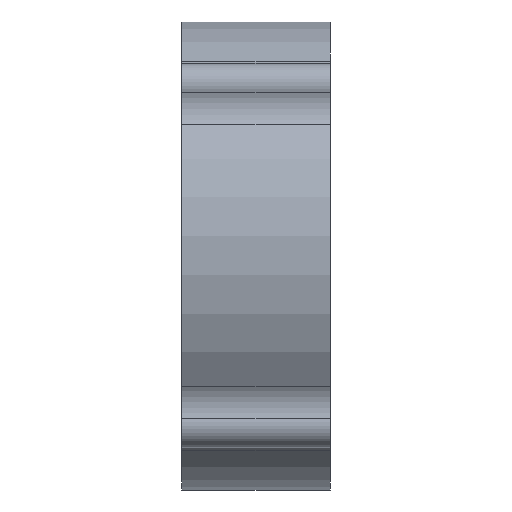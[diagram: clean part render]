
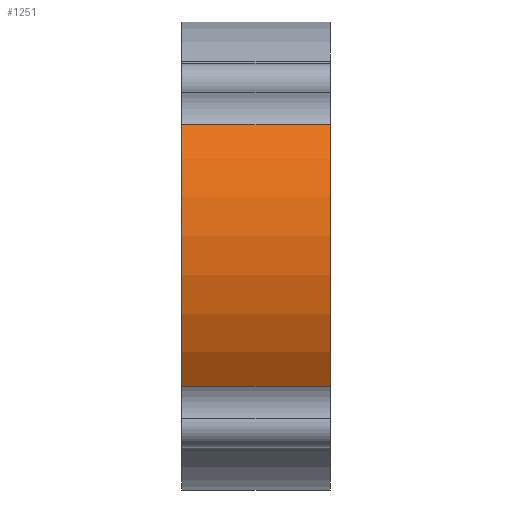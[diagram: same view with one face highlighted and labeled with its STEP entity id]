
A CAD part, left-side view. The second image highlights one B-rep face of the part: STEP entity #1251.
In plain terms, the highlighted cylindrical face has radius 33 mm (diameter 66 mm), a partial arc.
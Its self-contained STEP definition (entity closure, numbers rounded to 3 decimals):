
#24 = EDGE_CURVE ( 'NONE', #1530, #1678, #207, .T. ) ;
#29 = DIRECTION ( 'NONE',  ( 0., -1., 0. ) ) ;
#36 = VERTEX_POINT ( 'NONE', #364 ) ;
#63 = ORIENTED_EDGE ( 'NONE', *, *, #24, .T. ) ;
#169 = ORIENTED_EDGE ( 'NONE', *, *, #209, .F. ) ;
#207 = CIRCLE ( 'NONE', #321, 33. ) ;
#209 = EDGE_CURVE ( 'NONE', #36, #707, #1036, .T. ) ;
#244 = CARTESIAN_POINT ( 'NONE',  ( 0., 0., 0. ) ) ;
#247 = EDGE_CURVE ( 'NONE', #1678, #707, #1096, .T. ) ;
#262 = DIRECTION ( 'NONE',  ( 0., 0., 1. ) ) ;
#321 = AXIS2_PLACEMENT_3D ( 'NONE', #244, #391, #262 ) ;
#364 = CARTESIAN_POINT ( 'NONE',  ( -27.378, 20.88, -18.424 ) ) ;
#391 = DIRECTION ( 'NONE',  ( 0., 1., 0. ) ) ;
#538 = CARTESIAN_POINT ( 'NONE',  ( 0., 20.88, 0. ) ) ;
#599 = AXIS2_PLACEMENT_3D ( 'NONE', #1108, #29, #1623 ) ;
#621 = VECTOR ( 'NONE', #1182, 1000. ) ;
#707 = VERTEX_POINT ( 'NONE', #1245 ) ;
#782 = CARTESIAN_POINT ( 'NONE',  ( -27.378, 4., -18.424 ) ) ;
#825 = ORIENTED_EDGE ( 'NONE', *, *, #1003, .T. ) ;
#826 = DIRECTION ( 'NONE',  ( 0., 1., 0. ) ) ;
#829 = CYLINDRICAL_SURFACE ( 'NONE', #599, 33. ) ;
#959 = CARTESIAN_POINT ( 'NONE',  ( -27.378, 0., -18.424 ) ) ;
#1003 = EDGE_CURVE ( 'NONE', #36, #1530, #1097, .T. ) ;
#1026 = ORIENTED_EDGE ( 'NONE', *, *, #247, .T. ) ;
#1036 = CIRCLE ( 'NONE', #1514, 33. ) ;
#1058 = DIRECTION ( 'NONE',  ( 0., 1., 0. ) ) ;
#1096 = LINE ( 'NONE', #1625, #1285 ) ;
#1097 = LINE ( 'NONE', #782, #621 ) ;
#1108 = CARTESIAN_POINT ( 'NONE',  ( 0., 4., 0. ) ) ;
#1157 = CARTESIAN_POINT ( 'NONE',  ( -27.378, 0., 18.424 ) ) ;
#1182 = DIRECTION ( 'NONE',  ( 0., -1., 0. ) ) ;
#1225 = FACE_OUTER_BOUND ( 'NONE', #1556, .T. ) ;
#1245 = CARTESIAN_POINT ( 'NONE',  ( -27.378, 20.88, 18.424 ) ) ;
#1251 = ADVANCED_FACE ( 'NONE', ( #1225 ), #829, .T. ) ;
#1285 = VECTOR ( 'NONE', #826, 1000. ) ;
#1308 = DIRECTION ( 'NONE',  ( 0., 0., 1. ) ) ;
#1514 = AXIS2_PLACEMENT_3D ( 'NONE', #538, #1058, #1308 ) ;
#1530 = VERTEX_POINT ( 'NONE', #959 ) ;
#1556 = EDGE_LOOP ( 'NONE', ( #169, #825, #63, #1026 ) ) ;
#1623 = DIRECTION ( 'NONE',  ( 0., 0., -1. ) ) ;
#1625 = CARTESIAN_POINT ( 'NONE',  ( -27.378, 4., 18.424 ) ) ;
#1678 = VERTEX_POINT ( 'NONE', #1157 ) ;
